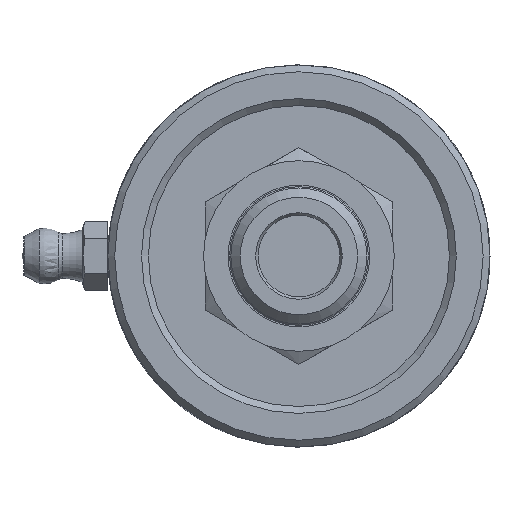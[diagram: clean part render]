
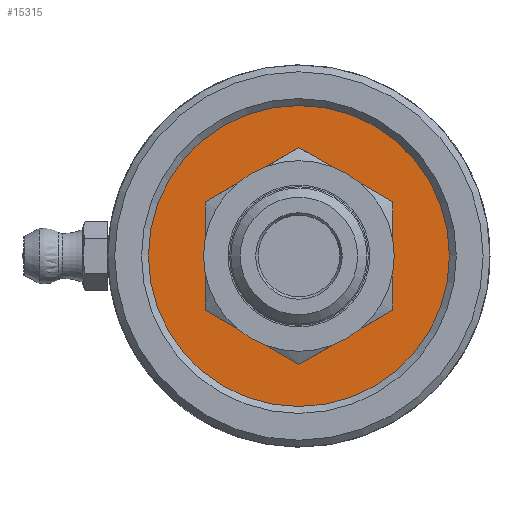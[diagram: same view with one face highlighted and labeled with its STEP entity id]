
A CAD part, left-side view. The second image highlights one B-rep face of the part: STEP entity #15315.
In plain terms, the highlighted planar face has unit normal (-1, 0, 0).
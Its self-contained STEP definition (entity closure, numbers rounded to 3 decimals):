
#199=FACE_BOUND('',#2631,.T.);
#513=PLANE('',#16274);
#1687=FACE_OUTER_BOUND('',#2630,.T.);
#2630=EDGE_LOOP('',(#13782));
#2631=EDGE_LOOP('',(#13783));
#3163=CIRCLE('',#16275,17.525);
#3164=CIRCLE('',#16276,9.575);
#7328=VERTEX_POINT('',#69145);
#7329=VERTEX_POINT('',#69147);
#9508=EDGE_CURVE('',#7328,#7328,#3163,.T.);
#9509=EDGE_CURVE('',#7329,#7329,#3164,.T.);
#13782=ORIENTED_EDGE('',*,*,#9508,.F.);
#13783=ORIENTED_EDGE('',*,*,#9509,.F.);
#15315=ADVANCED_FACE('',(#1687,#199),#513,.F.);
#16274=AXIS2_PLACEMENT_3D('',#69144,#19022,#19023);
#16275=AXIS2_PLACEMENT_3D('',#69146,#19024,#19025);
#16276=AXIS2_PLACEMENT_3D('',#69148,#19026,#19027);
#19022=DIRECTION('center_axis',(1.,0.,0.));
#19023=DIRECTION('ref_axis',(0.,0.,-1.));
#19024=DIRECTION('center_axis',(1.,0.,0.));
#19025=DIRECTION('ref_axis',(0.,1.,0.));
#19026=DIRECTION('center_axis',(-1.,0.,0.));
#19027=DIRECTION('ref_axis',(0.,1.,0.));
#69144=CARTESIAN_POINT('Origin',(2.49,-1.357,0.));
#69145=CARTESIAN_POINT('',(2.49,-17.525,0.));
#69146=CARTESIAN_POINT('Origin',(2.49,0.,0.));
#69147=CARTESIAN_POINT('',(2.49,-9.575,0.));
#69148=CARTESIAN_POINT('Origin',(2.49,0.,0.));
